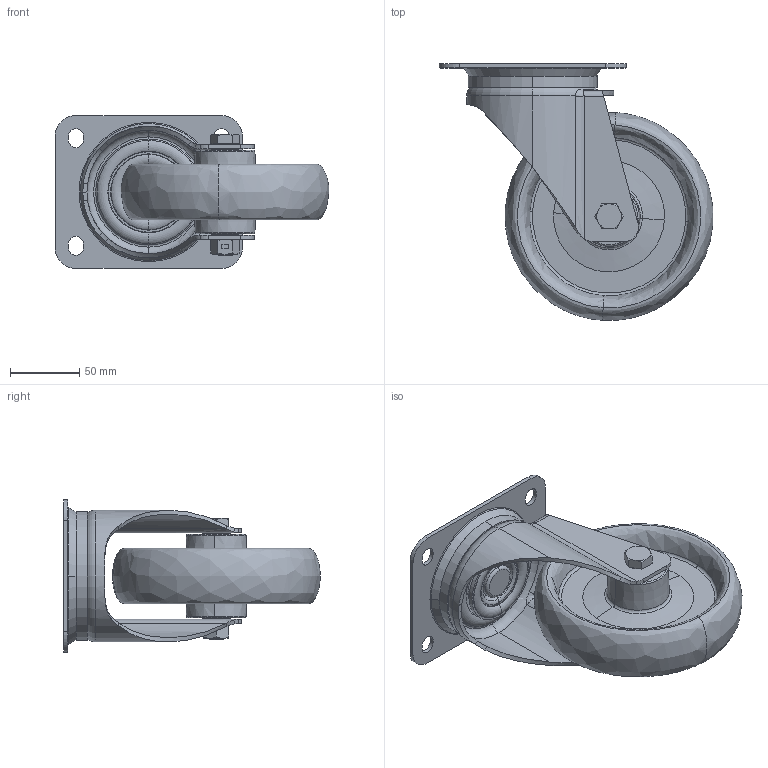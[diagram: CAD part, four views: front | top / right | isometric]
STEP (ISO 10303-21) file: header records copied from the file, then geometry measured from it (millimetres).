
FILE_DESCRIPTION (( 'STEP AP214' ), '1' );
FILE_NAME ('0056076.step', '2023-06-26T09:38:19', ( '' ), ( '' ), 'SwSTEP 2.0', 'SolidWorks 2020', '' );
FILE_SCHEMA (( 'AUTOMOTIVE_DESIGN' ));
Length unit declared in the file: millimetre
Products named in the file (1): 0056076
Bounding box: 197.34 x 184.91 x 110 mm (x, y, z)
Volume: 526793 mm3; surface area: 189793.3 mm2
Topology: 17 solids, 17 shells, 530 faces, 1253 edges, 768 vertices
Faces by surface type: plane 195, torus 98, cylinder 74, cone 70, bspline 69, sphere 24
Entity records: 25726 total; most frequent: CARTESIAN_POINT 8003, ORIENTED_EDGE 2410, DIRECTION 2393, EDGE_CURVE 1205, AXIS2_PLACEMENT_3D 925, VERTEX_POINT 744, EDGE_LOOP 591, UNCERTAINTY_MEASURE_WITH_UNIT 549
